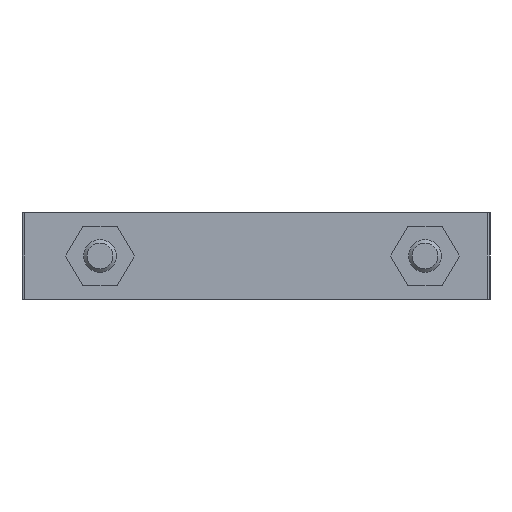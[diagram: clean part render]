
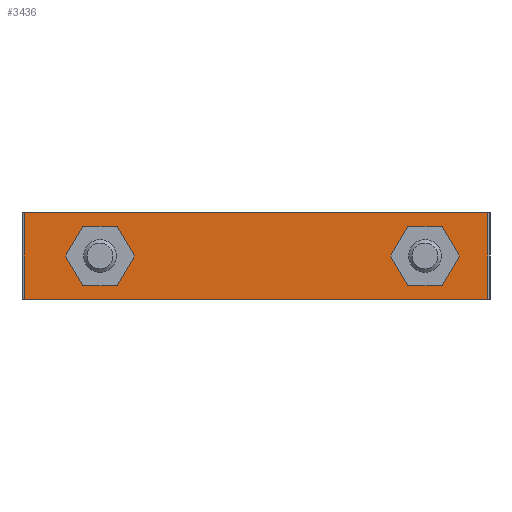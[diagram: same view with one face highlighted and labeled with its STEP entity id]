
A CAD part, left-side view. The second image highlights one B-rep face of the part: STEP entity #3436.
In plain terms, the highlighted face is planar.
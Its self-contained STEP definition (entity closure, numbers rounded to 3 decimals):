
#626=ORIENTED_EDGE('',*,*,#1128,.F.);
#627=ORIENTED_EDGE('',*,*,#1129,.F.);
#628=ORIENTED_EDGE('',*,*,#1130,.F.);
#629=ORIENTED_EDGE('',*,*,#1131,.F.);
#630=ORIENTED_EDGE('',*,*,#1132,.F.);
#631=ORIENTED_EDGE('',*,*,#1133,.F.);
#632=ORIENTED_EDGE('',*,*,#1134,.T.);
#633=ORIENTED_EDGE('',*,*,#1135,.F.);
#634=ORIENTED_EDGE('',*,*,#1136,.F.);
#635=ORIENTED_EDGE('',*,*,#1137,.T.);
#636=ORIENTED_EDGE('',*,*,#1138,.F.);
#637=ORIENTED_EDGE('',*,*,#1139,.F.);
#638=ORIENTED_EDGE('',*,*,#1140,.F.);
#639=ORIENTED_EDGE('',*,*,#1141,.F.);
#640=ORIENTED_EDGE('',*,*,#1142,.F.);
#641=ORIENTED_EDGE('',*,*,#1143,.F.);
#1128=EDGE_CURVE('',#1409,#1410,#1615,.T.);
#1129=EDGE_CURVE('',#1411,#1409,#1616,.T.);
#1130=EDGE_CURVE('',#1412,#1411,#1617,.T.);
#1131=EDGE_CURVE('',#1413,#1412,#1618,.T.);
#1132=EDGE_CURVE('',#1414,#1413,#1619,.T.);
#1133=EDGE_CURVE('',#1410,#1414,#1620,.T.);
#1134=EDGE_CURVE('',#1415,#1416,#1621,.T.);
#1135=EDGE_CURVE('',#1417,#1416,#1622,.T.);
#1136=EDGE_CURVE('',#1418,#1417,#1623,.T.);
#1137=EDGE_CURVE('',#1418,#1415,#1624,.T.);
#1138=EDGE_CURVE('',#1419,#1420,#1625,.T.);
#1139=EDGE_CURVE('',#1421,#1419,#1626,.T.);
#1140=EDGE_CURVE('',#1422,#1421,#1627,.T.);
#1141=EDGE_CURVE('',#1423,#1422,#1628,.T.);
#1142=EDGE_CURVE('',#1424,#1423,#1629,.T.);
#1143=EDGE_CURVE('',#1420,#1424,#1630,.T.);
#1409=VERTEX_POINT('',#5016);
#1410=VERTEX_POINT('',#5017);
#1411=VERTEX_POINT('',#5019);
#1412=VERTEX_POINT('',#5021);
#1413=VERTEX_POINT('',#5023);
#1414=VERTEX_POINT('',#5025);
#1415=VERTEX_POINT('',#5028);
#1416=VERTEX_POINT('',#5029);
#1417=VERTEX_POINT('',#5031);
#1418=VERTEX_POINT('',#5033);
#1419=VERTEX_POINT('',#5036);
#1420=VERTEX_POINT('',#5037);
#1421=VERTEX_POINT('',#5039);
#1422=VERTEX_POINT('',#5041);
#1423=VERTEX_POINT('',#5043);
#1424=VERTEX_POINT('',#5045);
#1615=LINE('',#5015,#1835);
#1616=LINE('',#5018,#1836);
#1617=LINE('',#5020,#1837);
#1618=LINE('',#5022,#1838);
#1619=LINE('',#5024,#1839);
#1620=LINE('',#5026,#1840);
#1621=LINE('',#5027,#1841);
#1622=LINE('',#5030,#1842);
#1623=LINE('',#5032,#1843);
#1624=LINE('',#5034,#1844);
#1625=LINE('',#5035,#1845);
#1626=LINE('',#5038,#1846);
#1627=LINE('',#5040,#1847);
#1628=LINE('',#5042,#1848);
#1629=LINE('',#5044,#1849);
#1630=LINE('',#5046,#1850);
#1835=VECTOR('',#4203,1000.);
#1836=VECTOR('',#4204,1000.);
#1837=VECTOR('',#4205,1000.);
#1838=VECTOR('',#4206,1000.);
#1839=VECTOR('',#4207,1000.);
#1840=VECTOR('',#4208,1000.);
#1841=VECTOR('',#4209,1000.);
#1842=VECTOR('',#4210,1000.);
#1843=VECTOR('',#4211,1000.);
#1844=VECTOR('',#4212,1000.);
#1845=VECTOR('',#4213,1000.);
#1846=VECTOR('',#4214,1000.);
#1847=VECTOR('',#4215,1000.);
#1848=VECTOR('',#4216,1000.);
#1849=VECTOR('',#4217,1000.);
#1850=VECTOR('',#4218,1000.);
#2033=EDGE_LOOP('',(#626,#627,#628,#629,#630,#631));
#2034=EDGE_LOOP('',(#632,#633,#634,#635));
#2035=EDGE_LOOP('',(#636,#637,#638,#639,#640,#641));
#2210=FACE_BOUND('',#2033,.T.);
#2211=FACE_BOUND('',#2034,.T.);
#2212=FACE_BOUND('',#2035,.T.);
#2323=PLANE('',#3664);
#3436=ADVANCED_FACE('',(#2210,#2211,#2212),#2323,.F.);
#3664=AXIS2_PLACEMENT_3D('',#5014,#4201,#4202);
#4201=DIRECTION('',(0.,0.,-1.));
#4202=DIRECTION('',(-1.,0.,0.));
#4203=DIRECTION('',(0.,-1.,0.));
#4204=DIRECTION('',(-0.866,-0.5,0.));
#4205=DIRECTION('',(-0.866,0.5,0.));
#4206=DIRECTION('',(0.,1.,0.));
#4207=DIRECTION('',(0.866,0.5,0.));
#4208=DIRECTION('',(0.866,-0.5,0.));
#4209=DIRECTION('',(0.,-1.,0.));
#4210=DIRECTION('',(-1.,0.,0.));
#4211=DIRECTION('',(0.,-1.,0.));
#4212=DIRECTION('',(-1.,0.,0.));
#4213=DIRECTION('',(0.,-1.,0.));
#4214=DIRECTION('',(-0.866,-0.5,0.));
#4215=DIRECTION('',(-0.866,0.5,0.));
#4216=DIRECTION('',(0.,1.,0.));
#4217=DIRECTION('',(0.866,0.5,0.));
#4218=DIRECTION('',(0.866,-0.5,0.));
#5014=CARTESIAN_POINT('',(4.,22.,5.4));
#5015=CARTESIAN_POINT('',(-2.75,-13.412,5.4));
#5016=CARTESIAN_POINT('',(-2.75,-13.412,5.4));
#5017=CARTESIAN_POINT('',(-2.75,-16.588,5.4));
#5018=CARTESIAN_POINT('',(0.,-11.825,5.4));
#5019=CARTESIAN_POINT('',(0.,-11.825,5.4));
#5020=CARTESIAN_POINT('',(2.75,-13.412,5.4));
#5021=CARTESIAN_POINT('',(2.75,-13.412,5.4));
#5022=CARTESIAN_POINT('',(2.75,-16.588,5.4));
#5023=CARTESIAN_POINT('',(2.75,-16.588,5.4));
#5024=CARTESIAN_POINT('',(0.,-18.175,5.4));
#5025=CARTESIAN_POINT('',(0.,-18.175,5.4));
#5026=CARTESIAN_POINT('',(-2.75,-16.588,5.4));
#5027=CARTESIAN_POINT('',(-4.,22.,5.4));
#5028=CARTESIAN_POINT('',(-4.,22.,5.4));
#5029=CARTESIAN_POINT('',(-4.,-20.8,5.4));
#5030=CARTESIAN_POINT('',(4.,-20.8,5.4));
#5031=CARTESIAN_POINT('',(4.,-20.8,5.4));
#5032=CARTESIAN_POINT('',(4.,22.,5.4));
#5033=CARTESIAN_POINT('',(4.,22.,5.4));
#5034=CARTESIAN_POINT('',(4.,22.,5.4));
#5035=CARTESIAN_POINT('',(-2.75,16.588,5.4));
#5036=CARTESIAN_POINT('',(-2.75,16.588,5.4));
#5037=CARTESIAN_POINT('',(-2.75,13.412,5.4));
#5038=CARTESIAN_POINT('',(0.,18.175,5.4));
#5039=CARTESIAN_POINT('',(0.,18.175,5.4));
#5040=CARTESIAN_POINT('',(2.75,16.588,5.4));
#5041=CARTESIAN_POINT('',(2.75,16.588,5.4));
#5042=CARTESIAN_POINT('',(2.75,13.412,5.4));
#5043=CARTESIAN_POINT('',(2.75,13.412,5.4));
#5044=CARTESIAN_POINT('',(0.,11.825,5.4));
#5045=CARTESIAN_POINT('',(0.,11.825,5.4));
#5046=CARTESIAN_POINT('',(-2.75,13.412,5.4));
